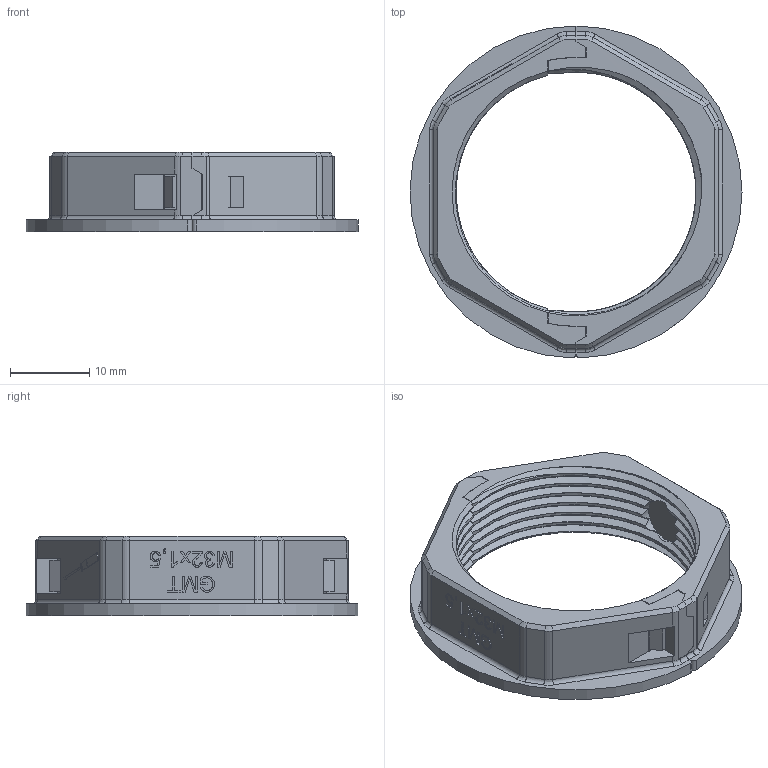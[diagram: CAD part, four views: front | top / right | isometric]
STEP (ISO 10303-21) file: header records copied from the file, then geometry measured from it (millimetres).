
FILE_DESCRIPTION (( 'STEP AP203' ), '1' );
FILE_NAME ('836107.step', '2023-06-13T19:07:26', ( '' ), ( '' ), 'SwSTEP 2.0', 'SolidWorks 2021', '' );
FILE_SCHEMA (( 'CONFIG_CONTROL_DESIGN' ));
Length unit declared in the file: inch
Products named in the file (1): 836107
Bounding box: 42 x 41.99 x 10 mm (x, y, z)
Volume: 3804.1 mm3; surface area: 4466.2 mm2
Topology: 2 solids, 2 shells, 453 faces, 1261 edges, 821 vertices
Faces by surface type: plane 224, bspline 126, cylinder 85, cone 18
Entity records: 20048 total; most frequent: CARTESIAN_POINT 9577, ORIENTED_EDGE 2522, DIRECTION 1555, EDGE_CURVE 1261, VERTEX_POINT 821, VECTOR 711, LINE 711, EDGE_LOOP 470
